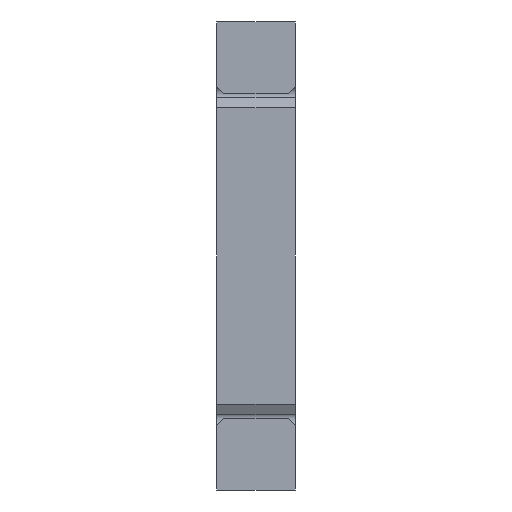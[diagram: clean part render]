
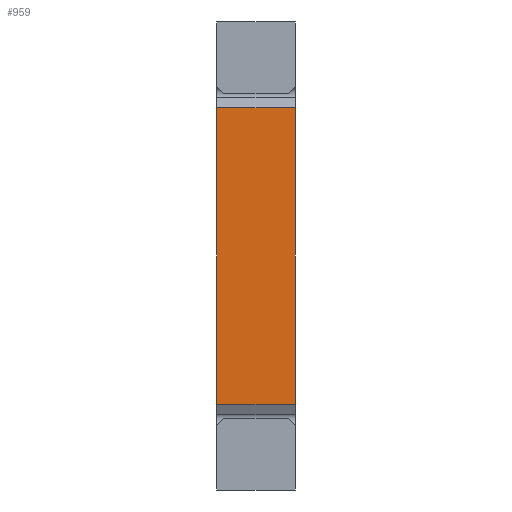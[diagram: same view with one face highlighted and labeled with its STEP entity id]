
A CAD part, front view. The second image highlights one B-rep face of the part: STEP entity #959.
In plain terms, the highlighted planar face has unit normal (0, -1, 0).
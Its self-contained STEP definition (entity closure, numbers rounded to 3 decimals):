
#19 = VERTEX_POINT ( 'NONE', #708 ) ;
#27 = VECTOR ( 'NONE', #461, 1000. ) ;
#89 = ORIENTED_EDGE ( 'NONE', *, *, #207, .F. ) ;
#91 = EDGE_CURVE ( 'NONE', #440, #665, #803, .T. ) ;
#162 = ORIENTED_EDGE ( 'NONE', *, *, #244, .T. ) ;
#180 = CARTESIAN_POINT ( 'NONE',  ( 0., 0., -20.723 ) ) ;
#185 = VECTOR ( 'NONE', #329, 1000. ) ;
#207 = EDGE_CURVE ( 'NONE', #665, #19, #605, .T. ) ;
#244 = EDGE_CURVE ( 'NONE', #440, #779, #406, .T. ) ;
#260 = VECTOR ( 'NONE', #379, 1000. ) ;
#268 = LINE ( 'NONE', #180, #260 ) ;
#329 = DIRECTION ( 'NONE',  ( -1., 0., 0. ) ) ;
#337 = EDGE_LOOP ( 'NONE', ( #772, #89, #1033, #162 ) ) ;
#366 = EDGE_CURVE ( 'NONE', #779, #19, #268, .T. ) ;
#379 = DIRECTION ( 'NONE',  ( 0., 0., -1. ) ) ;
#383 = CARTESIAN_POINT ( 'NONE',  ( 11., 0., 20.723 ) ) ;
#398 = DIRECTION ( 'NONE',  ( -1., 0., 0. ) ) ;
#405 = FACE_OUTER_BOUND ( 'NONE', #337, .T. ) ;
#406 = LINE ( 'NONE', #748, #1028 ) ;
#440 = VERTEX_POINT ( 'NONE', #383 ) ;
#461 = DIRECTION ( 'NONE',  ( 0., 0., -1. ) ) ;
#542 = CARTESIAN_POINT ( 'NONE',  ( 0., 0., 20.723 ) ) ;
#543 = CARTESIAN_POINT ( 'NONE',  ( 11., 0., -20.723 ) ) ;
#565 = DIRECTION ( 'NONE',  ( 0., 0., 1. ) ) ;
#605 = LINE ( 'NONE', #759, #185 ) ;
#665 = VERTEX_POINT ( 'NONE', #688 ) ;
#688 = CARTESIAN_POINT ( 'NONE',  ( 11., 0., -20.723 ) ) ;
#708 = CARTESIAN_POINT ( 'NONE',  ( 0., 0., -20.723 ) ) ;
#748 = CARTESIAN_POINT ( 'NONE',  ( 11., 0., 20.723 ) ) ;
#759 = CARTESIAN_POINT ( 'NONE',  ( 11., 0., -20.723 ) ) ;
#772 = ORIENTED_EDGE ( 'NONE', *, *, #366, .T. ) ;
#779 = VERTEX_POINT ( 'NONE', #542 ) ;
#803 = LINE ( 'NONE', #543, #27 ) ;
#909 = CARTESIAN_POINT ( 'NONE',  ( 11., 0., -20.723 ) ) ;
#959 = ADVANCED_FACE ( 'NONE', ( #405 ), #983, .F. ) ;
#983 = PLANE ( 'NONE',  #1060 ) ;
#988 = DIRECTION ( 'NONE',  ( 0., 1., 0. ) ) ;
#1028 = VECTOR ( 'NONE', #398, 1000. ) ;
#1033 = ORIENTED_EDGE ( 'NONE', *, *, #91, .F. ) ;
#1060 = AXIS2_PLACEMENT_3D ( 'NONE', #909, #988, #565 ) ;
